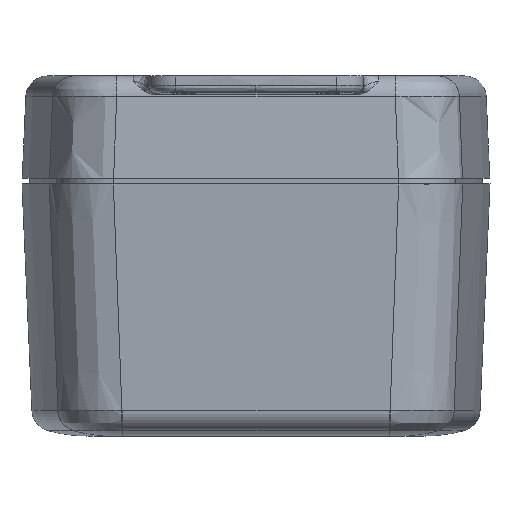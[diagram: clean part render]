
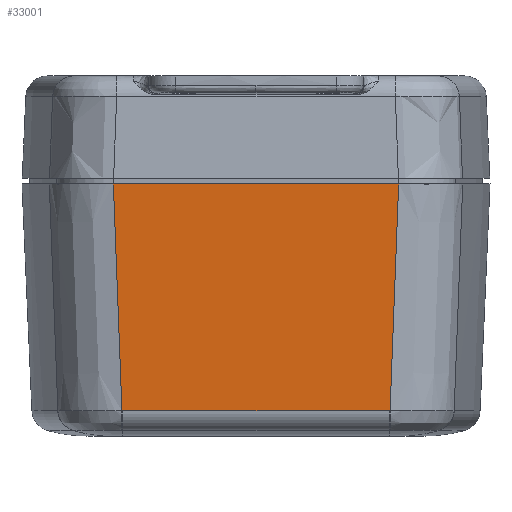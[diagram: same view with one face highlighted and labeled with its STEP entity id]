
A CAD part, left-side view. The second image highlights one B-rep face of the part: STEP entity #33001.
In plain terms, the highlighted face is planar.
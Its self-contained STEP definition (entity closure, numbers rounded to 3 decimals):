
#376 = CARTESIAN_POINT ( 'NONE',  ( 59.041, -18.979, -13.03 ) ) ;
#1101 = CARTESIAN_POINT ( 'NONE',  ( 59.248, 19.159, -17.785 ) ) ;
#1793 = CARTESIAN_POINT ( 'NONE',  ( 58.626, -18.619, -3.52 ) ) ;
#2218 = CARTESIAN_POINT ( 'NONE',  ( 58.626, 27.5, -3.519 ) ) ;
#2342 = AXIS2_PLACEMENT_3D ( 'NONE', #33264, #21214, #36239 ) ;
#2358 = B_SPLINE_CURVE_WITH_KNOTS ( 'NONE', 3,
 ( #29669, #32660, #8967, #18097 ),
 .UNSPECIFIED., .F., .F.,
 ( 4, 4 ),
 ( 0., 0. ),
 .UNSPECIFIED. ) ;
#2474 = ORIENTED_EDGE ( 'NONE', *, *, #28447, .T. ) ;
#3671 = VERTEX_POINT ( 'NONE', #25400 ) ;
#4309 = CARTESIAN_POINT ( 'NONE',  ( 59.749, 19.592, -29.262 ) ) ;
#4596 = CARTESIAN_POINT ( 'NONE',  ( 58.626, -18.53, -3.519 ) ) ;
#6027 = LINE ( 'NONE', #26341, #20492 ) ;
#7294 = CARTESIAN_POINT ( 'NONE',  ( 59.499, 19.376, -23.523 ) ) ;
#8967 = CARTESIAN_POINT ( 'NONE',  ( 58.626, 18.53, -3.519 ) ) ;
#11693 = ORIENTED_EDGE ( 'NONE', *, *, #21482, .T. ) ;
#11822 = EDGE_CURVE ( 'NONE', #33739, #13690, #13620, .T. ) ;
#12463 = EDGE_LOOP ( 'NONE', ( #2474, #37234, #13039, #18491, #30147, #11693 ) ) ;
#12672 = CARTESIAN_POINT ( 'NONE',  ( 58.833, 18.799, -8.275 ) ) ;
#13039 = ORIENTED_EDGE ( 'NONE', *, *, #14148, .T. ) ;
#13620 = B_SPLINE_CURVE_WITH_KNOTS ( 'NONE', 3,
 ( #22165, #4309, #7294, #1101, #30496, #12672, #33462 ),
 .UNSPECIFIED., .F., .F.,
 ( 4, 3, 4 ),
 ( 0., 0.017, 0.032 ),
 .UNSPECIFIED. ) ;
#13690 = VERTEX_POINT ( 'NONE', #24763 ) ;
#13878 = B_SPLINE_CURVE_WITH_KNOTS ( 'NONE', 3,
 ( #15175, #18169, #376, #24173, #27141, #30130, #21305 ),
 .UNSPECIFIED., .F., .F.,
 ( 4, 3, 4 ),
 ( 0.004, 0.018, 0.035 ),
 .UNSPECIFIED. ) ;
#14148 = EDGE_CURVE ( 'NONE', #3671, #34812, #13878, .T. ) ;
#14349 = CARTESIAN_POINT ( 'NONE',  ( 58.626, -18.485, -3.519 ) ) ;
#14438 = CARTESIAN_POINT ( 'NONE',  ( 58.626, 18.485, -3.519 ) ) ;
#14609 = DIRECTION ( 'NONE',  ( 0., 1., 0. ) ) ;
#15175 = CARTESIAN_POINT ( 'NONE',  ( 58.626, -18.619, -3.52 ) ) ;
#18015 = EDGE_CURVE ( 'NONE', #22302, #3671, #32690, .T. ) ;
#18097 = CARTESIAN_POINT ( 'NONE',  ( 58.626, 18.485, -3.519 ) ) ;
#18169 = CARTESIAN_POINT ( 'NONE',  ( 58.833, -18.799, -8.275 ) ) ;
#18491 = ORIENTED_EDGE ( 'NONE', *, *, #36667, .T. ) ;
#19598 = CARTESIAN_POINT ( 'NONE',  ( 58.626, -18.574, -3.519 ) ) ;
#20492 = VECTOR ( 'NONE', #14609, 1000. ) ;
#21214 = DIRECTION ( 'NONE',  ( 0.999, 0., 0.044 ) ) ;
#21305 = CARTESIAN_POINT ( 'NONE',  ( 60., -19.809, -35. ) ) ;
#21482 = EDGE_CURVE ( 'NONE', #13690, #37009, #2358, .T. ) ;
#22165 = CARTESIAN_POINT ( 'NONE',  ( 60., 19.809, -35. ) ) ;
#22302 = VERTEX_POINT ( 'NONE', #14349 ) ;
#24173 = CARTESIAN_POINT ( 'NONE',  ( 59.248, -19.159, -17.785 ) ) ;
#24427 = VECTOR ( 'NONE', #29115, 1000. ) ;
#24763 = CARTESIAN_POINT ( 'NONE',  ( 58.626, 18.619, -3.52 ) ) ;
#25400 = CARTESIAN_POINT ( 'NONE',  ( 58.626, -18.619, -3.52 ) ) ;
#26341 = CARTESIAN_POINT ( 'NONE',  ( 60., 27.5, -35. ) ) ;
#27141 = CARTESIAN_POINT ( 'NONE',  ( 59.499, -19.376, -23.523 ) ) ;
#28447 = EDGE_CURVE ( 'NONE', #37009, #22302, #34159, .T. ) ;
#28652 = CARTESIAN_POINT ( 'NONE',  ( 60., 19.809, -35. ) ) ;
#28818 = CARTESIAN_POINT ( 'NONE',  ( 60., -19.809, -35. ) ) ;
#29115 = DIRECTION ( 'NONE',  ( 0., -1., 0. ) ) ;
#29669 = CARTESIAN_POINT ( 'NONE',  ( 58.626, 18.619, -3.52 ) ) ;
#29959 = FACE_OUTER_BOUND ( 'NONE', #12463, .T. ) ;
#30130 = CARTESIAN_POINT ( 'NONE',  ( 59.749, -19.592, -29.262 ) ) ;
#30147 = ORIENTED_EDGE ( 'NONE', *, *, #11822, .T. ) ;
#30496 = CARTESIAN_POINT ( 'NONE',  ( 59.041, 18.979, -13.03 ) ) ;
#31432 = CARTESIAN_POINT ( 'NONE',  ( 58.626, -18.485, -3.519 ) ) ;
#32660 = CARTESIAN_POINT ( 'NONE',  ( 58.626, 18.574, -3.519 ) ) ;
#32690 = B_SPLINE_CURVE_WITH_KNOTS ( 'NONE', 3,
 ( #31432, #4596, #19598, #1793 ),
 .UNSPECIFIED., .F., .F.,
 ( 4, 4 ),
 ( 0., 0. ),
 .UNSPECIFIED. ) ;
#33001 = ADVANCED_FACE ( 'NONE', ( #29959 ), #33016, .T. ) ;
#33016 = PLANE ( 'NONE',  #2342 ) ;
#33264 = CARTESIAN_POINT ( 'NONE',  ( 60., 27.5, -35. ) ) ;
#33462 = CARTESIAN_POINT ( 'NONE',  ( 58.626, 18.619, -3.52 ) ) ;
#33739 = VERTEX_POINT ( 'NONE', #28652 ) ;
#34159 = LINE ( 'NONE', #2218, #24427 ) ;
#34812 = VERTEX_POINT ( 'NONE', #28818 ) ;
#36239 = DIRECTION ( 'NONE',  ( 0.044, 0., -0.999 ) ) ;
#36667 = EDGE_CURVE ( 'NONE', #34812, #33739, #6027, .T. ) ;
#37009 = VERTEX_POINT ( 'NONE', #14438 ) ;
#37234 = ORIENTED_EDGE ( 'NONE', *, *, #18015, .T. ) ;
